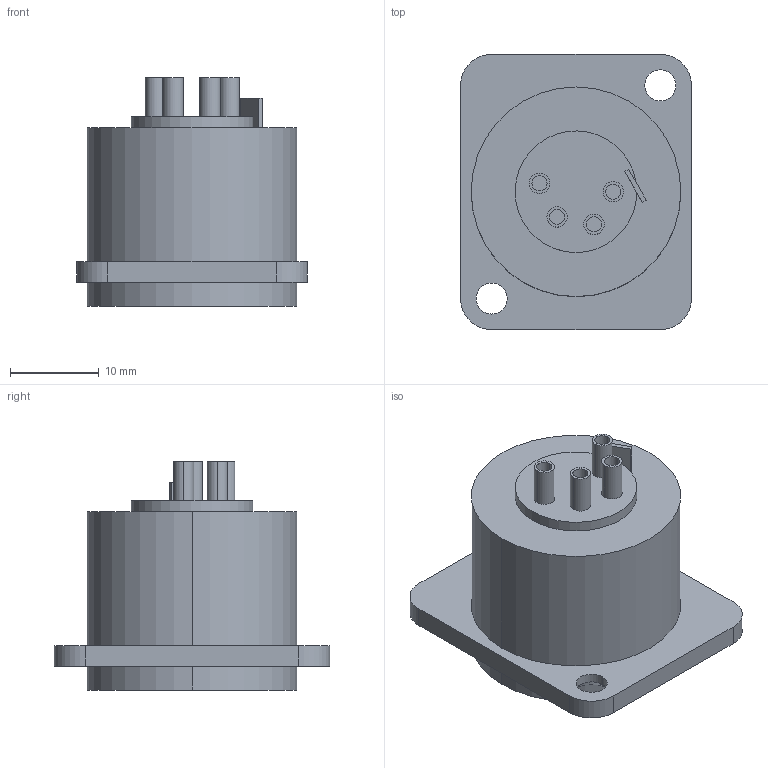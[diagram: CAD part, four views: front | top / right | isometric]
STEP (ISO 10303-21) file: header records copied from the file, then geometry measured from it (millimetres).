
FILE_DESCRIPTION((''),'2;1');
FILE_NAME('D-NC4MD-LX','2010-09-06T',('odo'),(''),'PRO/ENGINEER BY PARAMETRIC TECHNOLOGY CORPORATION, 2009220','PRO/ENGINEER BY PARAMETRIC TECHNOLOGY CORPORATION, 2009220','');
FILE_SCHEMA(('AUTOMOTIVE_DESIGN_CC2 { 1 2 10303 214 -1 1 5 2 }'));
Length unit declared in the file: millimetre
Products named in the file (1): D-NC4MD-LX
Bounding box: 26 x 31 x 25.7 mm (x, y, z)
Volume: 6877.4 mm3; surface area: 4492.3 mm2
Topology: 1 solids, 1 shells, 70 faces, 152 edges, 100 vertices
Faces by surface type: cylinder 39, plane 27, cone 4
Entity records: 2642 total; most frequent: DIRECTION 374, CARTESIAN_POINT 322, ORIENTED_EDGE 304, COLOUR_RGB 209, PRESENTATION_STYLE_ASSIGNMENT 153, STYLED_ITEM 153, CURVE_STYLE 152, AXIS2_PLACEMENT_3D 152
